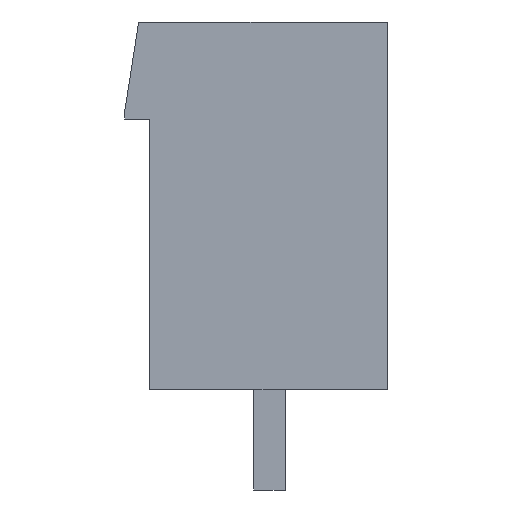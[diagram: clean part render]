
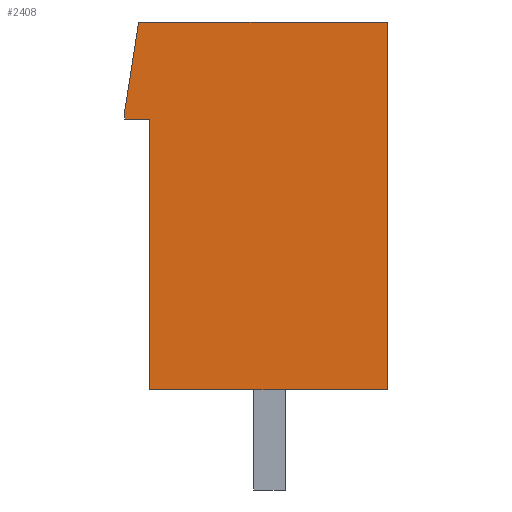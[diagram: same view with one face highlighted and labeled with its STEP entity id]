
A CAD part, left-side view. The second image highlights one B-rep face of the part: STEP entity #2408.
In plain terms, the highlighted planar face has unit normal (-1, 0, 0).
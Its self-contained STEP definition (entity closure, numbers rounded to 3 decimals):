
#2385=AXIS2_PLACEMENT_3D('Plane Axis2P3D',#2382,#2383,#2384) ;
#717=CARTESIAN_POINT('Vertex',(0.,7.95,14.95)) ;
#722=CARTESIAN_POINT('Line Origine',(0.,3.975,14.95)) ;
#726=CARTESIAN_POINT('Vertex',(0.,0.,14.95)) ;
#1849=CARTESIAN_POINT('Vertex',(0.,7.6,11.85)) ;
#1852=CARTESIAN_POINT('Line Origine',(0.,8.,11.85)) ;
#1856=CARTESIAN_POINT('Vertex',(0.,8.4,11.85)) ;
#1965=CARTESIAN_POINT('Vertex',(0.,7.6,3.2)) ;
#1968=CARTESIAN_POINT('Line Origine',(0.,7.6,7.525)) ;
#2355=CARTESIAN_POINT('Vertex',(0.,0.,3.2)) ;
#2358=CARTESIAN_POINT('Line Origine',(0.,3.8,3.2)) ;
#2370=CARTESIAN_POINT('Line Origine',(0.,0.,9.075)) ;
#2382=CARTESIAN_POINT('Axis2P3D Location',(0.,0.,-0.05)) ;
#2387=CARTESIAN_POINT('Line Origine',(0.,8.175,13.5)) ;
#2391=CARTESIAN_POINT('Vertex',(0.,8.4,12.05)) ;
#2394=CARTESIAN_POINT('Line Origine',(0.,8.4,11.95)) ;
#723=DIRECTION('Vector Direction',(0.,-1.,0.)) ;
#1853=DIRECTION('Vector Direction',(0.,-1.,0.)) ;
#1969=DIRECTION('Vector Direction',(0.,0.,-1.)) ;
#2359=DIRECTION('Vector Direction',(0.,-1.,0.)) ;
#2371=DIRECTION('Vector Direction',(0.,0.,-1.)) ;
#2383=DIRECTION('Axis2P3D Direction',(-1.,0.,0.)) ;
#2384=DIRECTION('Axis2P3D XDirection',(0.,0.,1.)) ;
#2388=DIRECTION('Vector Direction',(0.,0.153,-0.988)) ;
#2395=DIRECTION('Vector Direction',(0.,0.,1.)) ;
#724=VECTOR('Line Direction',#723,1.) ;
#1854=VECTOR('Line Direction',#1853,1.) ;
#1970=VECTOR('Line Direction',#1969,1.) ;
#2360=VECTOR('Line Direction',#2359,1.) ;
#2372=VECTOR('Line Direction',#2371,1.) ;
#2389=VECTOR('Line Direction',#2388,1.) ;
#2396=VECTOR('Line Direction',#2395,1.) ;
#2400=ORIENTED_EDGE('',*,*,#1858,.T.) ;
#2401=ORIENTED_EDGE('',*,*,#1972,.T.) ;
#2402=ORIENTED_EDGE('',*,*,#2362,.T.) ;
#2403=ORIENTED_EDGE('',*,*,#2374,.T.) ;
#2404=ORIENTED_EDGE('',*,*,#728,.T.) ;
#2405=ORIENTED_EDGE('',*,*,#2393,.T.) ;
#2406=ORIENTED_EDGE('',*,*,#2398,.T.) ;
#2408=ADVANCED_FACE('HOUSING',(#2407),#2386,.T.) ;
#728=EDGE_CURVE('',#727,#718,#725,.F.) ;
#1858=EDGE_CURVE('',#1857,#1850,#1855,.T.) ;
#1972=EDGE_CURVE('',#1850,#1966,#1971,.T.) ;
#2362=EDGE_CURVE('',#1966,#2356,#2361,.T.) ;
#2374=EDGE_CURVE('',#2356,#727,#2373,.F.) ;
#2393=EDGE_CURVE('',#718,#2392,#2390,.T.) ;
#2398=EDGE_CURVE('',#2392,#1857,#2397,.F.) ;
#2399=EDGE_LOOP('',(#2400,#2401,#2402,#2403,#2404,#2405,#2406)) ;
#2407=FACE_OUTER_BOUND('',#2399,.T.) ;
#725=LINE('Line',#722,#724) ;
#1855=LINE('Line',#1852,#1854) ;
#1971=LINE('Line',#1968,#1970) ;
#2361=LINE('Line',#2358,#2360) ;
#2373=LINE('Line',#2370,#2372) ;
#2390=LINE('Line',#2387,#2389) ;
#2397=LINE('Line',#2394,#2396) ;
#2386=PLANE('',#2385) ;
#718=VERTEX_POINT('',#717) ;
#727=VERTEX_POINT('',#726) ;
#1850=VERTEX_POINT('',#1849) ;
#1857=VERTEX_POINT('',#1856) ;
#1966=VERTEX_POINT('',#1965) ;
#2356=VERTEX_POINT('',#2355) ;
#2392=VERTEX_POINT('',#2391) ;
